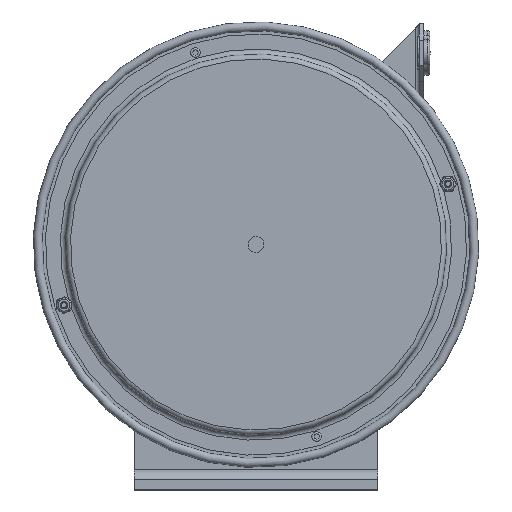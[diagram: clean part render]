
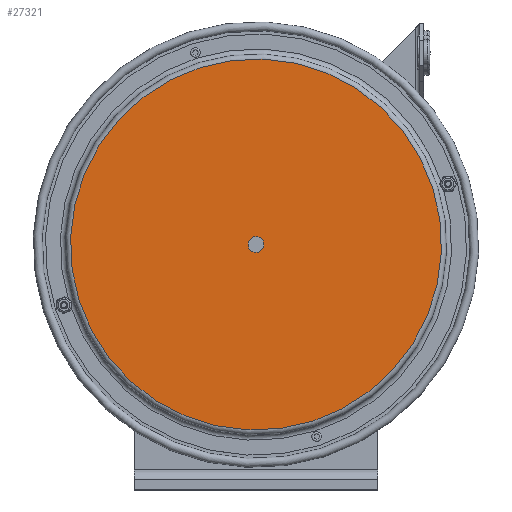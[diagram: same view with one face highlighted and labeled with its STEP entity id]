
A CAD part, top view. The second image highlights one B-rep face of the part: STEP entity #27321.
In plain terms, the highlighted planar face has unit normal (0, 0, 1).
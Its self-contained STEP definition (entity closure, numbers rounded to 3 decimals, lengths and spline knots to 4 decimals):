
#1783=FACE_BOUND('',#4749,.T.);
#2453=CIRCLE('',#29338,0.195);
#2455=CIRCLE('',#29341,4.58);
#2456=CIRCLE('',#29342,4.58);
#3421=FACE_OUTER_BOUND('',#4748,.T.);
#4748=EDGE_LOOP('',(#19942,#19943));
#4749=EDGE_LOOP('',(#19944));
#11265=VERTEX_POINT('',#40833);
#11267=VERTEX_POINT('',#40839);
#11268=VERTEX_POINT('',#40840);
#14769=EDGE_CURVE('',#11265,#11265,#2453,.T.);
#14772=EDGE_CURVE('',#11267,#11268,#2455,.T.);
#14773=EDGE_CURVE('',#11268,#11267,#2456,.T.);
#19942=ORIENTED_EDGE('',*,*,#14772,.T.);
#19943=ORIENTED_EDGE('',*,*,#14773,.T.);
#19944=ORIENTED_EDGE('',*,*,#14769,.T.);
#25303=PLANE('',#29344);
#27321=ADVANCED_FACE('',(#3421,#1783),#25303,.T.);
#29338=AXIS2_PLACEMENT_3D('',#40834,#32764,#32765);
#29341=AXIS2_PLACEMENT_3D('',#40841,#32771,#32772);
#29342=AXIS2_PLACEMENT_3D('',#40842,#32773,#32774);
#29344=AXIS2_PLACEMENT_3D('',#40844,#32777,#32778);
#32764=DIRECTION('center_axis',(0.,0.,
-1.));
#32765=DIRECTION('ref_axis',(-0.301,0.954,0.));
#32771=DIRECTION('center_axis',(0.,0.,
1.));
#32772=DIRECTION('ref_axis',(0.301,-0.954,0.));
#32773=DIRECTION('center_axis',(0.,0.,
1.));
#32774=DIRECTION('ref_axis',(0.301,-0.954,0.));
#32777=DIRECTION('center_axis',(0.,0.,
1.));
#32778=DIRECTION('ref_axis',(-0.954,-0.301,0.));
#40833=CARTESIAN_POINT('',(0.0587,-0.186,3.1499));
#40834=CARTESIAN_POINT('Origin',(0.,0.,
3.1499));
#40839=CARTESIAN_POINT('',(1.3788,-4.3675,3.1499));
#40840=CARTESIAN_POINT('',(4.3675,1.3788,3.1499));
#40841=CARTESIAN_POINT('Origin',(0.,0.,
3.1499));
#40842=CARTESIAN_POINT('Origin',(0.,0.,
3.1499));
#40844=CARTESIAN_POINT('Origin',(0.6894,-2.1838,3.1499));
